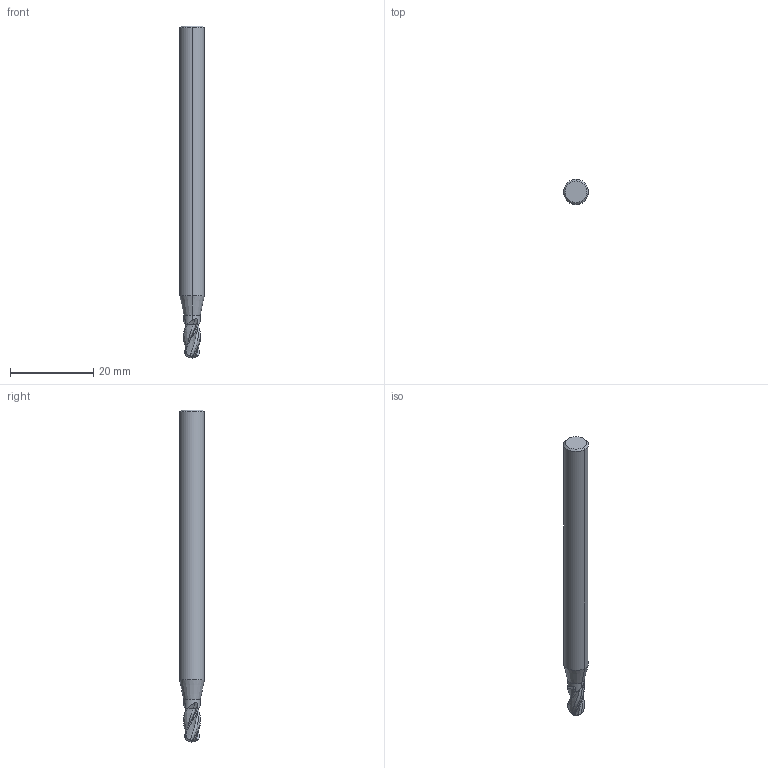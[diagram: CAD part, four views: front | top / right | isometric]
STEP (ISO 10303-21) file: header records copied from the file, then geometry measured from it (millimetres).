
FILE_DESCRIPTION(('no description'),'unknown implementation level');
FILE_NAME('K203343-4_6-Detail.stp',' ',('CIMSOURCE GmbH'),('CADClick - KiM GmbH - www.kimweb.de'),'unknown preprocess','ACIS','unknown authorization');
FILE_SCHEMA(('automotive_design'));
Length unit declared in the file: millimetre
Products named in the file (2): NOCUT; CUT
Bounding box: 6 x 6 x 80 mm (x, y, z)
Volume: 2006.3 mm3; surface area: 1477 mm2
Topology: 2 solids, 2 shells, 75 faces, 204 edges, 133 vertices
Faces by surface type: revolution 16, bspline 16, cone 14, sphere 14, plane 11, cylinder 4
Entity records: 8182 total; most frequent: CARTESIAN_POINT 4130, STYLED_ITEM 414, PRESENTATION_STYLE_ASSIGNMENT 414, COLOUR_RGB 414, ORIENTED_EDGE 408, DIRECTION 296, EDGE_CURVE 204, CURVE_STYLE 204
